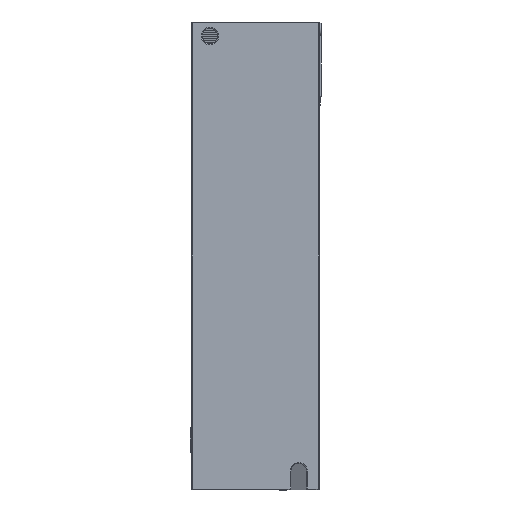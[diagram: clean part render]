
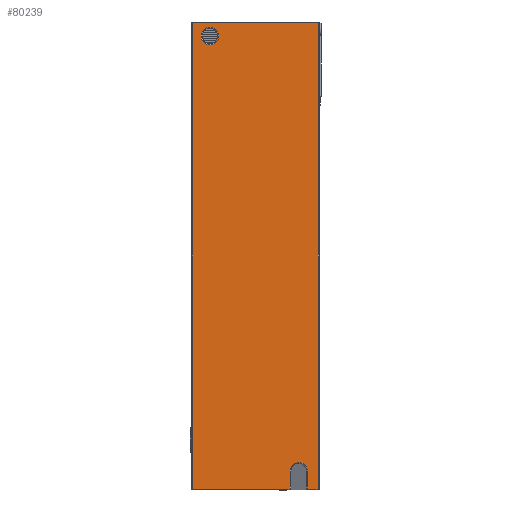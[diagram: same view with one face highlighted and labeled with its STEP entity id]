
A CAD part, left-side view. The second image highlights one B-rep face of the part: STEP entity #80239.
In plain terms, the highlighted planar face has unit normal (-1, 0, 0).
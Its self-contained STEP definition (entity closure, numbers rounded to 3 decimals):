
#367 = PLANE ( 'NONE',  #57780 ) ;
#5718 = CARTESIAN_POINT ( 'NONE',  ( -39.202, -5.199, 75.3 ) ) ;
#6712 = EDGE_CURVE ( 'NONE', #27912, #57451, #10109, .T. ) ;
#10109 = LINE ( 'NONE', #45760, #99999 ) ;
#14143 = CIRCLE ( 'NONE', #51832, 2.8 ) ;
#14508 = AXIS2_PLACEMENT_3D ( 'NONE', #50800, #50537, #50449 ) ;
#17844 = VECTOR ( 'NONE', #32401, 1000. ) ;
#18516 = ORIENTED_EDGE ( 'NONE', *, *, #93390, .T. ) ;
#19329 = ORIENTED_EDGE ( 'NONE', *, *, #40193, .T. ) ;
#22418 = EDGE_CURVE ( 'NONE', #50281, #70309, #44443, .T. ) ;
#22750 = CARTESIAN_POINT ( 'NONE',  ( -39.202, 26.501, 75.3 ) ) ;
#23724 = CARTESIAN_POINT ( 'NONE',  ( -39.202, 26.501, 224.7 ) ) ;
#24493 = EDGE_CURVE ( 'NONE', #70309, #50281, #25004, .T. ) ;
#25004 = CIRCLE ( 'NONE', #50553, 2.8 ) ;
#25735 = CARTESIAN_POINT ( 'NONE',  ( -39.202, 26.201, 224.7 ) ) ;
#27912 = VERTEX_POINT ( 'NONE', #60777 ) ;
#32330 = VECTOR ( 'NONE', #92908, 1000. ) ;
#32401 = DIRECTION ( 'NONE',  ( 0., 1., 0. ) ) ;
#35375 = CARTESIAN_POINT ( 'NONE',  ( -39.202, 26.501, 225. ) ) ;
#40193 = EDGE_CURVE ( 'NONE', #56391, #48911, #101759, .T. ) ;
#40805 = ORIENTED_EDGE ( 'NONE', *, *, #6712, .T. ) ;
#40973 = LINE ( 'NONE', #23724, #17844 ) ;
#44126 = DIRECTION ( 'NONE',  ( 0., 1., 0. ) ) ;
#44443 = CIRCLE ( 'NONE', #14508, 2.8 ) ;
#44751 = DIRECTION ( 'NONE',  ( 0., -1., 0. ) ) ;
#45760 = CARTESIAN_POINT ( 'NONE',  ( -39.202, 26.501, 75.3 ) ) ;
#46312 = FACE_OUTER_BOUND ( 'NONE', #77657, .T. ) ;
#47004 = DIRECTION ( 'NONE',  ( 1., 0., 0. ) ) ;
#47679 = CARTESIAN_POINT ( 'NONE',  ( -39.202, -10.799, 81. ) ) ;
#48013 = CARTESIAN_POINT ( 'NONE',  ( -39.202, 26.201, 225. ) ) ;
#48911 = VERTEX_POINT ( 'NONE', #65150 ) ;
#50281 = VERTEX_POINT ( 'NONE', #75218 ) ;
#50449 = DIRECTION ( 'NONE',  ( 0., 1., 0. ) ) ;
#50537 = DIRECTION ( 'NONE',  ( 1., 0., 0. ) ) ;
#50553 = AXIS2_PLACEMENT_3D ( 'NONE', #87085, #86814, #86707 ) ;
#50800 = CARTESIAN_POINT ( 'NONE',  ( -39.202, 20.501, 220.5 ) ) ;
#51832 = AXIS2_PLACEMENT_3D ( 'NONE', #99084, #47004, #107811 ) ;
#52587 = EDGE_CURVE ( 'NONE', #57451, #82085, #108129, .T. ) ;
#54481 = LINE ( 'NONE', #48013, #74921 ) ;
#56391 = VERTEX_POINT ( 'NONE', #47679 ) ;
#57155 = DIRECTION ( 'NONE',  ( 0., 0., 1. ) ) ;
#57451 = VERTEX_POINT ( 'NONE', #5718 ) ;
#57780 = AXIS2_PLACEMENT_3D ( 'NONE', #35375, #96241, #44126 ) ;
#59187 = ORIENTED_EDGE ( 'NONE', *, *, #103466, .T. ) ;
#59560 = LINE ( 'NONE', #81952, #105862 ) ;
#60777 = CARTESIAN_POINT ( 'NONE',  ( -39.202, 26.201, 75.3 ) ) ;
#61185 = ORIENTED_EDGE ( 'NONE', *, *, #52587, .T. ) ;
#62037 = ORIENTED_EDGE ( 'NONE', *, *, #62218, .T. ) ;
#62218 = EDGE_CURVE ( 'NONE', #82085, #56391, #14143, .T. ) ;
#65150 = CARTESIAN_POINT ( 'NONE',  ( -39.202, -10.799, 75.3 ) ) ;
#65816 = DIRECTION ( 'NONE',  ( 0., 0., -1. ) ) ;
#66514 = LINE ( 'NONE', #22750, #89614 ) ;
#68871 = ORIENTED_EDGE ( 'NONE', *, *, #24493, .T. ) ;
#70309 = VERTEX_POINT ( 'NONE', #102626 ) ;
#70578 = EDGE_LOOP ( 'NONE', ( #94530, #68871 ) ) ;
#71024 = VERTEX_POINT ( 'NONE', #72483 ) ;
#72483 = CARTESIAN_POINT ( 'NONE',  ( -39.202, -14.199, 75.3 ) ) ;
#73463 = CARTESIAN_POINT ( 'NONE',  ( -39.202, -5.199, 81. ) ) ;
#74870 = DIRECTION ( 'NONE',  ( 0., -1., 0. ) ) ;
#74921 = VECTOR ( 'NONE', #65816, 1000. ) ;
#75218 = CARTESIAN_POINT ( 'NONE',  ( -39.202, 23.301, 220.5 ) ) ;
#77657 = EDGE_LOOP ( 'NONE', ( #59187, #90699, #40805, #61185, #62037, #19329, #18516, #85773 ) ) ;
#77972 = VERTEX_POINT ( 'NONE', #25735 ) ;
#78187 = EDGE_CURVE ( 'NONE', #71024, #111472, #59560, .T. ) ;
#80239 = ADVANCED_FACE ( 'NONE', ( #46312, #110231 ), #367, .F. ) ;
#81952 = CARTESIAN_POINT ( 'NONE',  ( -39.202, -14.199, 225. ) ) ;
#82085 = VERTEX_POINT ( 'NONE', #73463 ) ;
#84143 = CARTESIAN_POINT ( 'NONE',  ( -39.202, -10.799, 225. ) ) ;
#85773 = ORIENTED_EDGE ( 'NONE', *, *, #78187, .T. ) ;
#86707 = DIRECTION ( 'NONE',  ( 0., 1., 0. ) ) ;
#86814 = DIRECTION ( 'NONE',  ( 1., 0., 0. ) ) ;
#87085 = CARTESIAN_POINT ( 'NONE',  ( -39.202, 20.501, 220.5 ) ) ;
#88298 = EDGE_CURVE ( 'NONE', #77972, #27912, #54481, .T. ) ;
#89614 = VECTOR ( 'NONE', #74870, 1000. ) ;
#89628 = CARTESIAN_POINT ( 'NONE',  ( -39.202, -14.199, 224.7 ) ) ;
#90300 = DIRECTION ( 'NONE',  ( 0., 0., 1. ) ) ;
#90699 = ORIENTED_EDGE ( 'NONE', *, *, #88298, .T. ) ;
#92908 = DIRECTION ( 'NONE',  ( 0., 0., -1. ) ) ;
#93390 = EDGE_CURVE ( 'NONE', #48911, #71024, #66514, .T. ) ;
#94530 = ORIENTED_EDGE ( 'NONE', *, *, #22418, .T. ) ;
#96241 = DIRECTION ( 'NONE',  ( 1., 0., 0. ) ) ;
#99084 = CARTESIAN_POINT ( 'NONE',  ( -39.202, -7.999, 81. ) ) ;
#99999 = VECTOR ( 'NONE', #44751, 1000. ) ;
#101759 = LINE ( 'NONE', #84143, #32330 ) ;
#102626 = CARTESIAN_POINT ( 'NONE',  ( -39.202, 17.701, 220.5 ) ) ;
#102644 = VECTOR ( 'NONE', #57155, 1000. ) ;
#103466 = EDGE_CURVE ( 'NONE', #111472, #77972, #40973, .T. ) ;
#105862 = VECTOR ( 'NONE', #90300, 1000. ) ;
#107811 = DIRECTION ( 'NONE',  ( 0., 1., 0. ) ) ;
#108129 = LINE ( 'NONE', #109282, #102644 ) ;
#109282 = CARTESIAN_POINT ( 'NONE',  ( -39.202, -5.199, 225. ) ) ;
#110231 = FACE_BOUND ( 'NONE', #70578, .T. ) ;
#111472 = VERTEX_POINT ( 'NONE', #89628 ) ;
